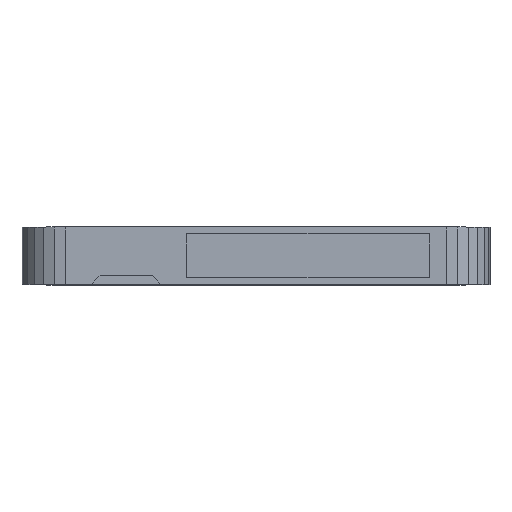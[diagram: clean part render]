
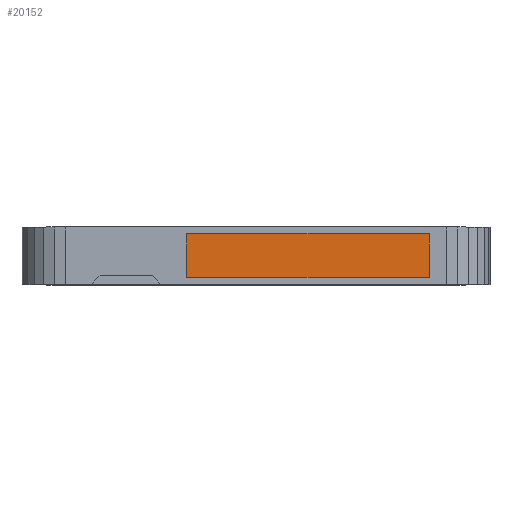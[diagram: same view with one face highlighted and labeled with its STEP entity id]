
A CAD part, top view. The second image highlights one B-rep face of the part: STEP entity #20152.
In plain terms, the highlighted planar face has unit normal (0, 0, 1).
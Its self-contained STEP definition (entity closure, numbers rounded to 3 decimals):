
#19195 = PLANE('',#19196);
#19196 = AXIS2_PLACEMENT_3D('',#19197,#19198,#19199);
#19197 = CARTESIAN_POINT('',(19.,3.3,
    457.898));
#19198 = DIRECTION('',(1.,0.,0.));
#19199 = DIRECTION('',(0.,0.,1.));
#19223 = PLANE('',#19224);
#19224 = AXIS2_PLACEMENT_3D('',#19225,#19226,#19227);
#19225 = CARTESIAN_POINT('',(33.,5.8,
    457.898));
#19226 = DIRECTION('',(-0.,-1.,-0.));
#19227 = DIRECTION('',(0.,0.,-1.));
#19251 = PLANE('',#19252);
#19252 = AXIS2_PLACEMENT_3D('',#19253,#19254,#19255);
#19253 = CARTESIAN_POINT('',(47.,3.3,457.898));
#19254 = DIRECTION('',(-1.,-0.,-0.));
#19255 = DIRECTION('',(0.,0.,-1.));
#19277 = PLANE('',#19278);
#19278 = AXIS2_PLACEMENT_3D('',#19279,#19280,#19281);
#19279 = CARTESIAN_POINT('',(33.,0.8,
    457.898));
#19280 = DIRECTION('',(0.,1.,0.));
#19281 = DIRECTION('',(0.,0.,1.));
#19662 = VERTEX_POINT('',#19663);
#19663 = CARTESIAN_POINT('',(47.,0.8,457.748));
#19686 = VERTEX_POINT('',#19687);
#19687 = CARTESIAN_POINT('',(47.,5.8,457.748));
#19708 = EDGE_CURVE('',#19686,#19662,#19709,.T.);
#19709 = SURFACE_CURVE('',#19710,(#19714,#19721),.PCURVE_S1.);
#19710 = LINE('',#19711,#19712);
#19711 = CARTESIAN_POINT('',(47.,5.8,457.748));
#19712 = VECTOR('',#19713,1.);
#19713 = DIRECTION('',(0.,-1.,0.));
#19714 = PCURVE('',#19251,#19715);
#19715 = DEFINITIONAL_REPRESENTATION('',(#19716),#19720);
#19716 = LINE('',#19717,#19718);
#19717 = CARTESIAN_POINT('',(0.15,-2.5));
#19718 = VECTOR('',#19719,1.);
#19719 = DIRECTION('',(0.,1.));
#19720 = ( GEOMETRIC_REPRESENTATION_CONTEXT(2) 
PARAMETRIC_REPRESENTATION_CONTEXT() REPRESENTATION_CONTEXT('2D SPACE',''
  ) );
#19721 = PCURVE('',#19722,#19727);
#19722 = PLANE('',#19723);
#19723 = AXIS2_PLACEMENT_3D('',#19724,#19725,#19726);
#19724 = CARTESIAN_POINT('',(33.,3.3,
    457.748));
#19725 = DIRECTION('',(0.,0.,1.));
#19726 = DIRECTION('',(1.,0.,0.));
#19727 = DEFINITIONAL_REPRESENTATION('',(#19728),#19732);
#19728 = LINE('',#19729,#19730);
#19729 = CARTESIAN_POINT('',(14.,2.5));
#19730 = VECTOR('',#19731,1.);
#19731 = DIRECTION('',(0.,-1.));
#19732 = ( GEOMETRIC_REPRESENTATION_CONTEXT(2) 
PARAMETRIC_REPRESENTATION_CONTEXT() REPRESENTATION_CONTEXT('2D SPACE',''
  ) );
#20032 = VERTEX_POINT('',#20033);
#20033 = CARTESIAN_POINT('',(19.,5.8,
    457.748));
#20056 = VERTEX_POINT('',#20057);
#20057 = CARTESIAN_POINT('',(19.,0.8,
    457.748));
#20078 = EDGE_CURVE('',#20056,#20032,#20079,.T.);
#20079 = SURFACE_CURVE('',#20080,(#20084,#20091),.PCURVE_S1.);
#20080 = LINE('',#20081,#20082);
#20081 = CARTESIAN_POINT('',(19.,0.8,
    457.748));
#20082 = VECTOR('',#20083,1.);
#20083 = DIRECTION('',(0.,1.,0.));
#20084 = PCURVE('',#19195,#20085);
#20085 = DEFINITIONAL_REPRESENTATION('',(#20086),#20090);
#20086 = LINE('',#20087,#20088);
#20087 = CARTESIAN_POINT('',(-0.15,2.5));
#20088 = VECTOR('',#20089,1.);
#20089 = DIRECTION('',(0.,-1.));
#20090 = ( GEOMETRIC_REPRESENTATION_CONTEXT(2) 
PARAMETRIC_REPRESENTATION_CONTEXT() REPRESENTATION_CONTEXT('2D SPACE',''
  ) );
#20091 = PCURVE('',#19722,#20092);
#20092 = DEFINITIONAL_REPRESENTATION('',(#20093),#20097);
#20093 = LINE('',#20094,#20095);
#20094 = CARTESIAN_POINT('',(-14.,-2.5));
#20095 = VECTOR('',#20096,1.);
#20096 = DIRECTION('',(0.,1.));
#20097 = ( GEOMETRIC_REPRESENTATION_CONTEXT(2) 
PARAMETRIC_REPRESENTATION_CONTEXT() REPRESENTATION_CONTEXT('2D SPACE',''
  ) );
#20104 = EDGE_CURVE('',#19662,#20056,#20105,.T.);
#20105 = SURFACE_CURVE('',#20106,(#20110,#20117),.PCURVE_S1.);
#20106 = LINE('',#20107,#20108);
#20107 = CARTESIAN_POINT('',(47.,0.8,457.748));
#20108 = VECTOR('',#20109,1.);
#20109 = DIRECTION('',(-1.,0.,0.));
#20110 = PCURVE('',#19277,#20111);
#20111 = DEFINITIONAL_REPRESENTATION('',(#20112),#20116);
#20112 = LINE('',#20113,#20114);
#20113 = CARTESIAN_POINT('',(-0.15,14.));
#20114 = VECTOR('',#20115,1.);
#20115 = DIRECTION('',(0.,-1.));
#20116 = ( GEOMETRIC_REPRESENTATION_CONTEXT(2) 
PARAMETRIC_REPRESENTATION_CONTEXT() REPRESENTATION_CONTEXT('2D SPACE',''
  ) );
#20117 = PCURVE('',#19722,#20118);
#20118 = DEFINITIONAL_REPRESENTATION('',(#20119),#20123);
#20119 = LINE('',#20120,#20121);
#20120 = CARTESIAN_POINT('',(14.,-2.5));
#20121 = VECTOR('',#20122,1.);
#20122 = DIRECTION('',(-1.,0.));
#20123 = ( GEOMETRIC_REPRESENTATION_CONTEXT(2) 
PARAMETRIC_REPRESENTATION_CONTEXT() REPRESENTATION_CONTEXT('2D SPACE',''
  ) );
#20131 = EDGE_CURVE('',#20032,#19686,#20132,.T.);
#20132 = SURFACE_CURVE('',#20133,(#20137,#20144),.PCURVE_S1.);
#20133 = LINE('',#20134,#20135);
#20134 = CARTESIAN_POINT('',(19.,5.8,
    457.748));
#20135 = VECTOR('',#20136,1.);
#20136 = DIRECTION('',(1.,0.,0.));
#20137 = PCURVE('',#19223,#20138);
#20138 = DEFINITIONAL_REPRESENTATION('',(#20139),#20143);
#20139 = LINE('',#20140,#20141);
#20140 = CARTESIAN_POINT('',(0.15,-14.));
#20141 = VECTOR('',#20142,1.);
#20142 = DIRECTION('',(0.,1.));
#20143 = ( GEOMETRIC_REPRESENTATION_CONTEXT(2) 
PARAMETRIC_REPRESENTATION_CONTEXT() REPRESENTATION_CONTEXT('2D SPACE',''
  ) );
#20144 = PCURVE('',#19722,#20145);
#20145 = DEFINITIONAL_REPRESENTATION('',(#20146),#20150);
#20146 = LINE('',#20147,#20148);
#20147 = CARTESIAN_POINT('',(-14.,2.5));
#20148 = VECTOR('',#20149,1.);
#20149 = DIRECTION('',(1.,0.));
#20150 = ( GEOMETRIC_REPRESENTATION_CONTEXT(2) 
PARAMETRIC_REPRESENTATION_CONTEXT() REPRESENTATION_CONTEXT('2D SPACE',''
  ) );
#20152 = ADVANCED_FACE('',(#20153),#19722,.T.);
#20153 = FACE_BOUND('',#20154,.T.);
#20154 = EDGE_LOOP('',(#20155,#20156,#20157,#20158));
#20155 = ORIENTED_EDGE('',*,*,#20104,.F.);
#20156 = ORIENTED_EDGE('',*,*,#19708,.F.);
#20157 = ORIENTED_EDGE('',*,*,#20131,.F.);
#20158 = ORIENTED_EDGE('',*,*,#20078,.F.);
